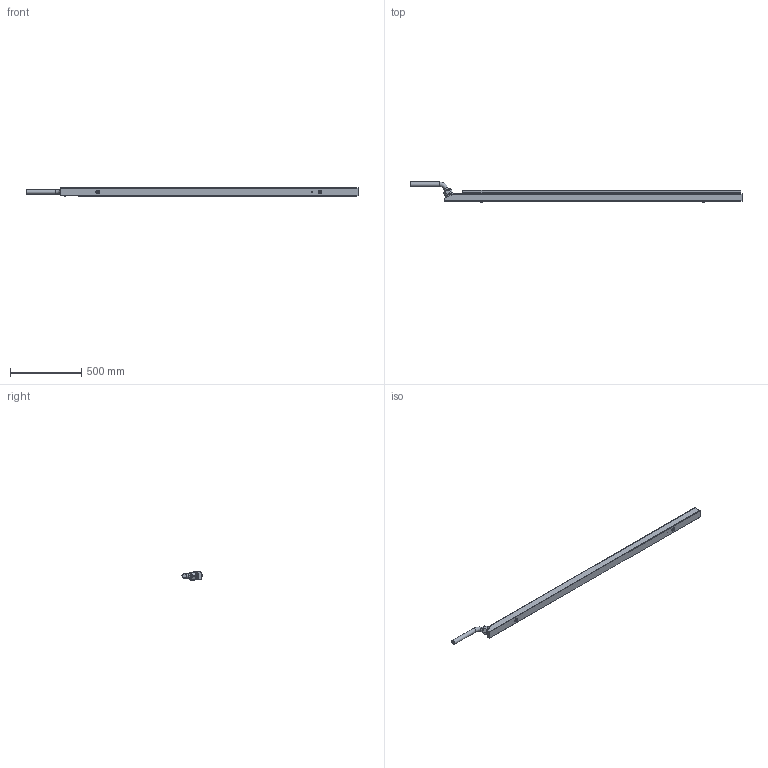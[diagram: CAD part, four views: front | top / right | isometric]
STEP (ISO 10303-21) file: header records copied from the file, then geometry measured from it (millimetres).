
FILE_DESCRIPTION (( 'STEP AP203' ), '1' );
FILE_NAME ('0.82.STEP', '2023-01-19T19:31:34', ( '' ), ( '' ), 'SwSTEP 2.0', 'SolidWorks 2022', '' );
FILE_SCHEMA (( 'CONFIG_CONTROL_DESIGN' ));
Length unit declared in the file: millimetre
Products named in the file (9): GLAND_ALL_CONFIGS_DELTA; PDU_whip_cord_6-5, 3Ft; PDU_button; PDU_Whip_Assy_11B03; 1_82; RDC29NR_DELTA; 0.82; self_tapping_sheet_metal_screw_6x375; 710-0011 GLAND NUT, M40 X 1.5 tpm, BRASS-NICKEL PLATE
Assembly tree (10 placements, depth 3):
  0.82
    1_82
    PDU_Whip_Assy_11B03
      PDU_whip_cord_6-5, 3Ft
    GLAND_ALL_CONFIGS_DELTA
      RDC29NR_DELTA
      710-0011 GLAND NUT, M40 X 1.5 tpm, BRASS-NICKEL PLATE
    PDU_button  x2
    self_tapping_sheet_metal_screw_6x375  x2
Bounding box: 2324.85 x 140.13 x 58.97 mm (x, y, z)
Volume: 7477101.6 mm3; surface area: 576441.4 mm2
Topology: 9 solids, 9 shells, 337 faces, 771 edges, 454 vertices
Faces by surface type: plane 97, cylinder 95, bspline 68, torus 53, cone 24
Full cylindrical faces by diameter (mm): 3.048 x1, 3.75 x2, 7.5 x2, 11.836 x2, 14.275 x2, 19.8 x1, 25.4 x2, 25.5 x1, 26 x1, 30.734 x2, 32.639 x1, 35.2 x1, 35.4 x1, 37.7 x1, 40 x1, 40.5 x1, 58 x1
Entity records: 10314 total; most frequent: CARTESIAN_POINT 3199, DIRECTION 1278, ORIENTED_EDGE 1266, EDGE_CURVE 633, AXIS2_PLACEMENT_3D 553, VERTEX_POINT 391, EDGE_LOOP 344, FACE_OUTER_BOUND 319
